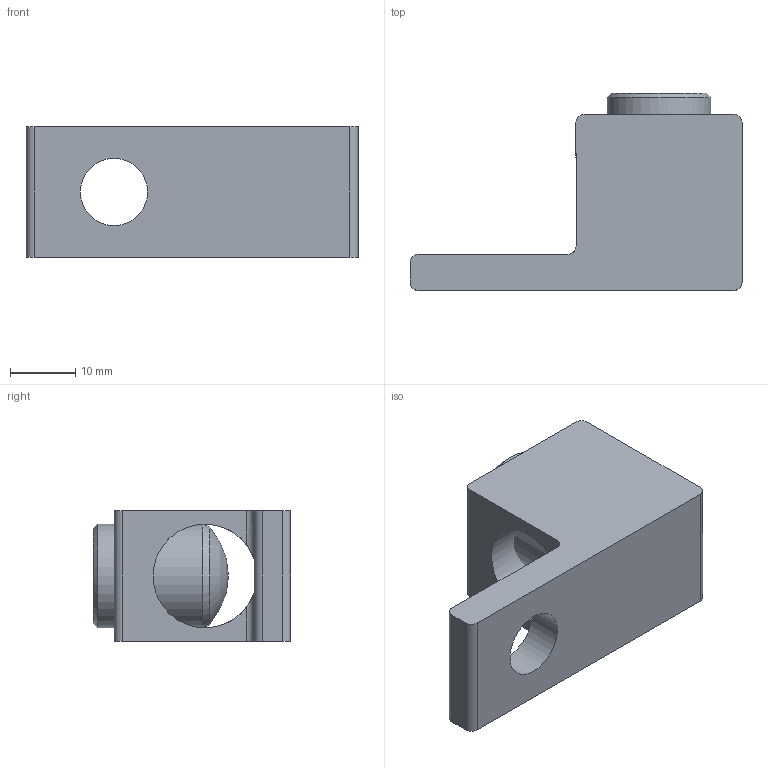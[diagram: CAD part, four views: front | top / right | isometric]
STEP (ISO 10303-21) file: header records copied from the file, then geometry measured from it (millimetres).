
FILE_DESCRIPTION(/* description */ (''),/* implementation_level */ '2;1');
FILE_NAME(/* name */ 'S250-10.2-20-M Assembly.stp',/* time_stamp */ '2016-01-29T08:34:58-05:00',/* author */ ('tsmith'),/* organization */ (''),/* preprocessor_version */ 'ST-DEVELOPER v15.6',/* originating_system */ 'Autodesk Inventor 2015',/* authorisation */ '');
FILE_SCHEMA (('AUTOMOTIVE_DESIGN { 1 0 10303 214 3 1 1 }'));
Length unit declared in the file: inch
Products named in the file (3): S250-10.2-20-M; 14237; S250-10.2-20-M Assembly
Assembly tree (2 placements, depth 2):
  S250-10.2-20-M Assembly
    S250-10.2-20-M
    14237
Bounding box: 50.8 x 30.15 x 20.02 mm (x, y, z)
Volume: 12811.3 mm3; surface area: 7147.8 mm2
Topology: 2 solids, 2 shells, 38 faces, 97 edges, 63 vertices
Faces by surface type: plane 16, cylinder 13, cone 8, sphere 1
Full cylindrical faces by diameter (mm): 10.262 x1, 14.351 x1, 15.875 x2
Entity records: 1207 total; most frequent: CARTESIAN_POINT 304, DIRECTION 178, ORIENTED_EDGE 158, EDGE_CURVE 79, AXIS2_PLACEMENT_3D 70, VERTEX_POINT 56, EDGE_LOOP 55, LINE 38
